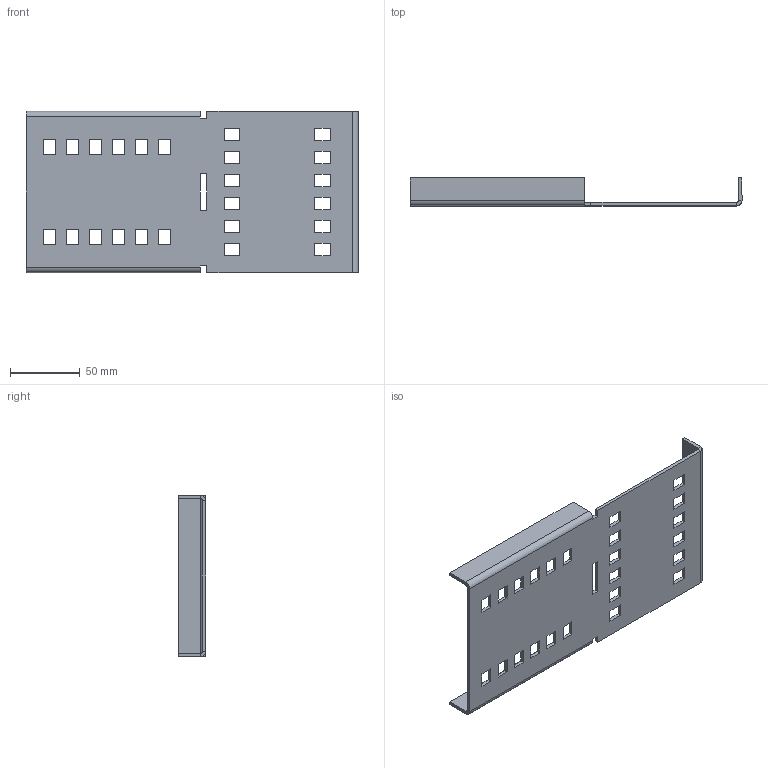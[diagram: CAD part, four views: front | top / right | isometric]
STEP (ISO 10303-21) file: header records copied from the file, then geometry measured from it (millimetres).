
FILE_DESCRIPTION (( 'STEP AP214' ), '1' );
FILE_NAME ('6091379.stp', '2016-08-01T06:45:03', ( '' ), ( '' ), 'SwSTEP 2.0', 'SolidWorks 2014', '' );
FILE_SCHEMA (( 'AUTOMOTIVE_DESIGN' ));
Length unit declared in the file: millimetre
Products named in the file (1): 6091379
Bounding box: 238.5 x 19.95 x 116 mm (x, y, z)
Volume: 77647.8 mm3; surface area: 66744.8 mm2
Topology: 1 solids, 1 shells, 138 faces, 384 edges, 248 vertices
Faces by surface type: plane 132, cylinder 6
Entity records: 4442 total; most frequent: CARTESIAN_POINT 771, ORIENTED_EDGE 768, DIRECTION 674, EDGE_CURVE 384, VECTOR 372, LINE 372, VERTEX_POINT 248, EDGE_LOOP 188
